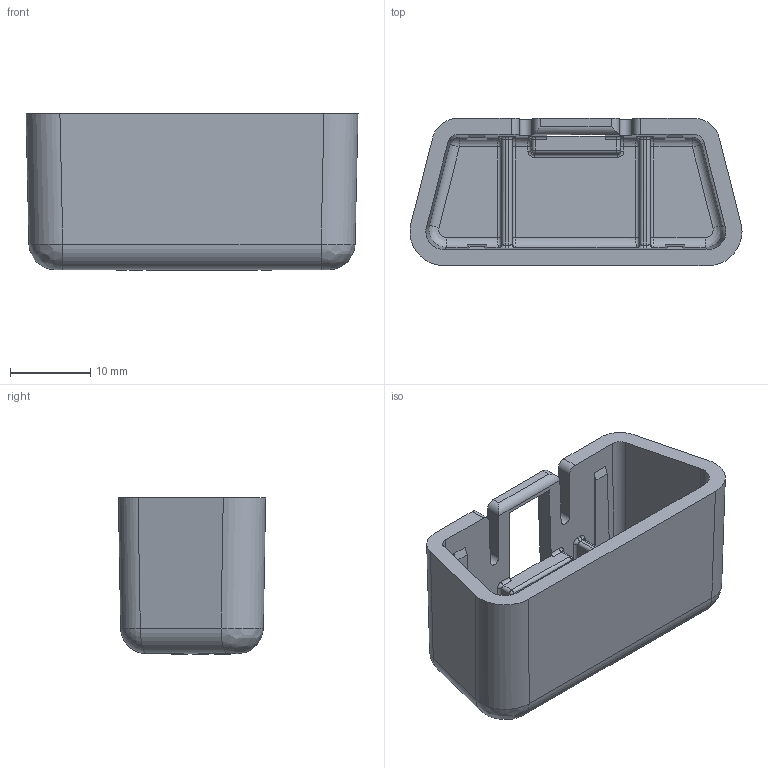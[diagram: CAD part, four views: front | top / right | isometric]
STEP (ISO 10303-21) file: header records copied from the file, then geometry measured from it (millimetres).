
FILE_DESCRIPTION(/* description */ (''),/* implementation_level */ '2;1');
FILE_NAME(/* name */ '12146933-ENV11_06-COV.stp',/* time_stamp */ '2024-01-25T17:21:14+08:00',/* author */ (''),/* organization */ (''),/* preprocessor_version */ 'ST-DEVELOPER v16',/* originating_system */ 'SIEMENS PLM Software NX 11.0',/* authorisation */ '');
FILE_SCHEMA (('AUTOMOTIVE_DESIGN { 1 0 10303 214 3 1 1 1 }'));
Length unit declared in the file: millimetre
Products named in the file (1): 12146933-ENV11_06-COV
Bounding box: 41.5 x 18.4 x 19.6 mm (x, y, z)
Volume: 4774.8 mm3; surface area: 5183.9 mm2
Topology: 1 solids, 1 shells, 585 faces, 1564 edges, 1016 vertices
Faces by surface type: plane 491, cylinder 62, bspline 26, sphere 6
Entity records: 18108 total; most frequent: CARTESIAN_POINT 3472, ORIENTED_EDGE 3120, DIRECTION 2836, EDGE_CURVE 1560, LINE 1404, VECTOR 1404, VERTEX_POINT 1016, AXIS2_PLACEMENT_3D 716
